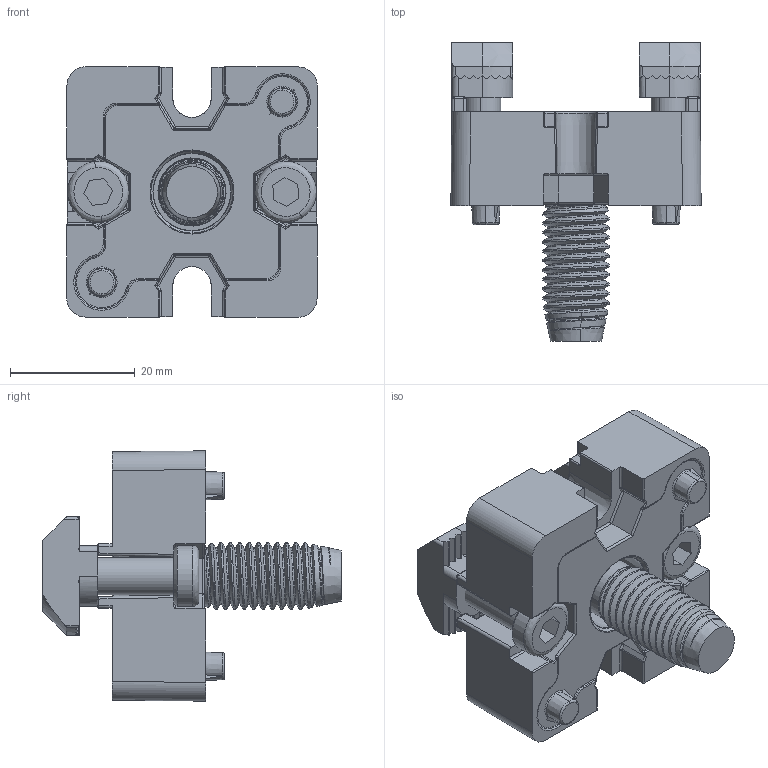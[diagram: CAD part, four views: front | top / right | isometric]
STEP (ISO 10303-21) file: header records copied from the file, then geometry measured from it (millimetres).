
FILE_DESCRIPTION (( 'STEP AP214' ), '1' );
FILE_NAME ('6261508', '2019-01-28T17:13:07', ( '' ), ('JUGARD+KÜNSTNER GmbH'), 'SwSTEP 2.0', 'SolidWorks 2017', '' );
FILE_SCHEMA (( 'AUTOMOTIVE_DESIGN' ));
Length unit declared in the file: millimetre
Products named in the file (5): Part2; Part3; Part5; Part4; 6261508
Assembly tree (6 placements, depth 2):
  6261508
    Part4
    Part5  x2
    Part3
    Part2  x2
Bounding box: 40.05 x 47.8 x 40.05 mm (x, y, z)
Volume: 21768.9 mm3; surface area: 12596.2 mm2
Topology: 6 solids, 6 shells, 969 faces, 2417 edges, 1453 vertices
Faces by surface type: cylinder 337, plane 278, bspline 274, cone 80
Entity records: 46332 total; most frequent: CARTESIAN_POINT 18063, ORIENTED_EDGE 4314, DIRECTION 3297, EDGE_CURVE 2157, VERTEX_POINT 1297, AXIS2_PLACEMENT_3D 1196, LINE 905, VECTOR 905
